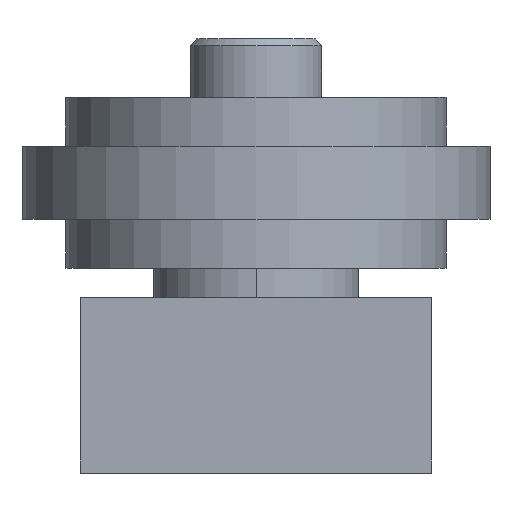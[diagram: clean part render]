
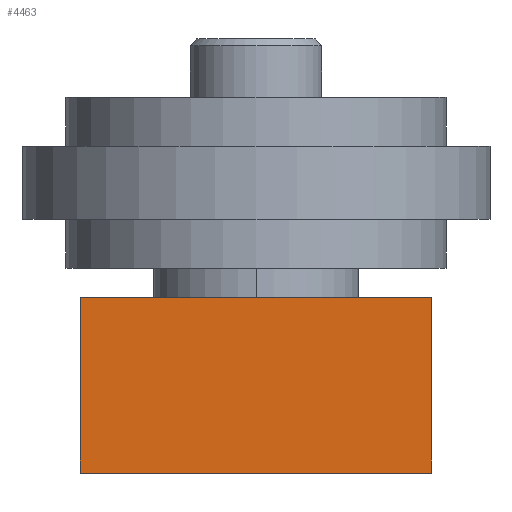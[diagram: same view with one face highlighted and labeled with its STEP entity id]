
A CAD part, front view. The second image highlights one B-rep face of the part: STEP entity #4463.
In plain terms, the highlighted planar face has unit normal (0, -1, -0.001).
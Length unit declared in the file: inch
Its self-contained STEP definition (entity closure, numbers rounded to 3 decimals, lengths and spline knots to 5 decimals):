
#4403=CARTESIAN_POINT('',(-1.132,-3.0635,0.75));
#4404=VERTEX_POINT('',#4403);
#4411=CARTESIAN_POINT('',(0.368,-3.0635,0.75));
#4412=VERTEX_POINT('',#4411);
#4413=CARTESIAN_POINT('',(0.368,-3.0635,0.75));
#4414=DIRECTION('',(-1.0,0.0,0.0));
#4415=VECTOR('',#4414,1.5);
#4416=LINE('',#4413,#4415);
#4417=EDGE_CURVE('',#4412,#4404,#4416,.T.);
#4433=CARTESIAN_POINT('',(0.368,-3.0635,0.75));
#4434=DIRECTION('',(0.0,-1.,-0.001));
#4435=DIRECTION('',(0.0,0.001,-1.));
#4436=AXIS2_PLACEMENT_3D('',#4433,#4434,#4435);
#4437=PLANE('',#4436);
#4438=CARTESIAN_POINT('',(-1.132,-3.0625,0.0));
#4439=VERTEX_POINT('',#4438);
#4440=CARTESIAN_POINT('',(-1.132,-3.0635,0.75));
#4441=DIRECTION('',(0.0,0.001,-1.));
#4442=VECTOR('',#4441,0.75);
#4443=LINE('',#4440,#4442);
#4444=EDGE_CURVE('',#4404,#4439,#4443,.T.);
#4445=ORIENTED_EDGE('',*,*,#4444,.T.);
#4446=CARTESIAN_POINT('',(0.368,-3.0625,0.0));
#4447=VERTEX_POINT('',#4446);
#4448=CARTESIAN_POINT('',(0.368,-3.0625,0.0));
#4449=DIRECTION('',(-1.0,0.0,0.0));
#4450=VECTOR('',#4449,1.5);
#4451=LINE('',#4448,#4450);
#4452=EDGE_CURVE('',#4447,#4439,#4451,.T.);
#4453=ORIENTED_EDGE('',*,*,#4452,.F.);
#4454=CARTESIAN_POINT('',(0.368,-3.0635,0.75));
#4455=DIRECTION('',(0.0,0.001,-1.));
#4456=VECTOR('',#4455,0.75);
#4457=LINE('',#4454,#4456);
#4458=EDGE_CURVE('',#4412,#4447,#4457,.T.);
#4459=ORIENTED_EDGE('',*,*,#4458,.F.);
#4460=ORIENTED_EDGE('',*,*,#4417,.T.);
#4461=EDGE_LOOP('',(#4445,#4453,#4459,#4460));
#4462=FACE_OUTER_BOUND('',#4461,.T.);
#4463=ADVANCED_FACE('',(#4462),#4437,.T.);
